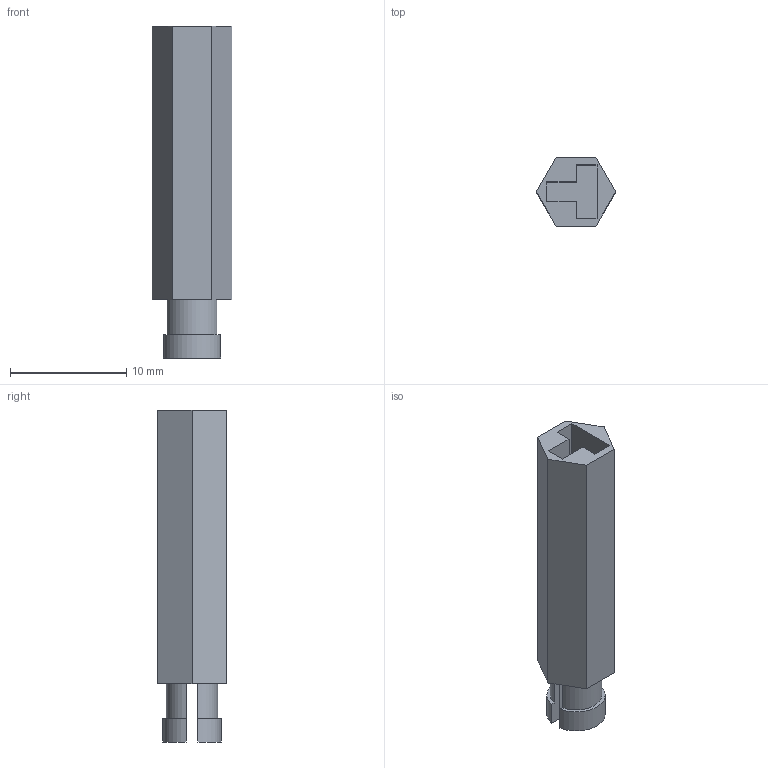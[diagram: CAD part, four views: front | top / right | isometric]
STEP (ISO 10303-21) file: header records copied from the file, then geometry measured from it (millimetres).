
FILE_DESCRIPTION(/* description */ (''),/* implementation_level */ '2;1');
FILE_NAME(/* name */ 'N_17_059_0002.stp',/* time_stamp */ '2016-04-12T08:43:56+02:00',/* author */ (''),/* organization */ (''),/* preprocessor_version */ 'ST-DEVELOPER v15',/* originating_system */ 'SIEMENS PLM Software NX 9.0',/* authorisation */ '');
FILE_SCHEMA (('CONFIG_CONTROL_DESIGN'));
Length unit declared in the file: millimetre
Products named in the file (1): cm-n 17 059 0002nxm001-01
Bounding box: 6.81 x 5.9 x 28.5 mm (x, y, z)
Volume: 475.9 mm3; surface area: 1051.8 mm2
Topology: 1 solids, 1 shells, 31 faces, 78 edges, 52 vertices
Faces by surface type: plane 25, cylinder 6
Entity records: 1008 total; most frequent: CARTESIAN_POINT 162, ORIENTED_EDGE 156, DIRECTION 154, EDGE_CURVE 78, LINE 66, VECTOR 66, VERTEX_POINT 52, AXIS2_PLACEMENT_3D 44
